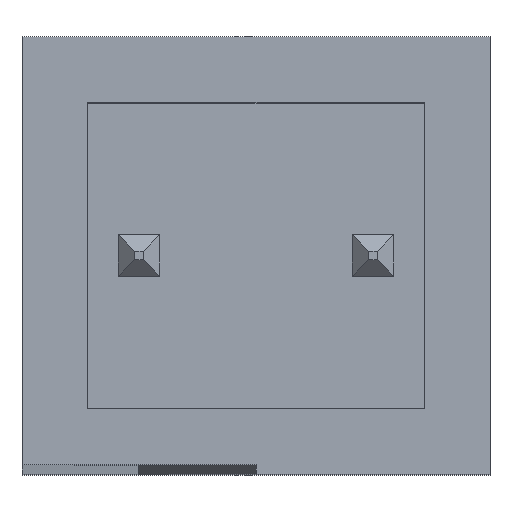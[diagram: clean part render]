
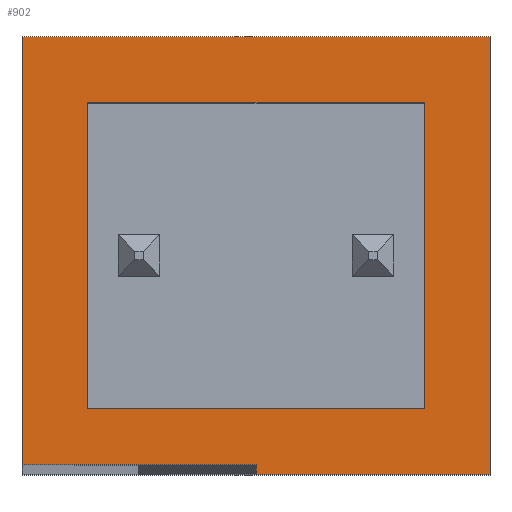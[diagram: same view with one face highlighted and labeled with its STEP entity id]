
A CAD part, top view. The second image highlights one B-rep face of the part: STEP entity #902.
In plain terms, the highlighted planar face has unit normal (0, 0, 1).
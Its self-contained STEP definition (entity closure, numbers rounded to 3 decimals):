
#758 = VERTEX_POINT('',#759);
#759 = CARTESIAN_POINT('',(-2.54,4.75,15.));
#765 = EDGE_CURVE('',#766,#758,#768,.T.);
#766 = VERTEX_POINT('',#767);
#767 = CARTESIAN_POINT('',(-2.54,-4.546,15.));
#768 = LINE('',#769,#770);
#769 = CARTESIAN_POINT('',(-2.54,-4.75,15.));
#770 = VECTOR('',#771,1.);
#771 = DIRECTION('',(0.,1.,0.));
#790 = VERTEX_POINT('',#791);
#791 = CARTESIAN_POINT('',(7.62,-4.75,15.));
#813 = VERTEX_POINT('',#814);
#814 = CARTESIAN_POINT('',(2.54,-4.75,15.));
#820 = EDGE_CURVE('',#813,#790,#821,.T.);
#821 = LINE('',#822,#823);
#822 = CARTESIAN_POINT('',(-2.54,-4.75,15.));
#823 = VECTOR('',#824,1.);
#824 = DIRECTION('',(1.,0.,0.));
#884 = EDGE_CURVE('',#758,#885,#887,.T.);
#885 = VERTEX_POINT('',#886);
#886 = CARTESIAN_POINT('',(7.62,4.75,15.));
#887 = LINE('',#888,#889);
#888 = CARTESIAN_POINT('',(-2.54,4.75,15.));
#889 = VECTOR('',#890,1.);
#890 = DIRECTION('',(1.,0.,0.));
#902 = ADVANCED_FACE('',(#903,#928),#962,.T.);
#903 = FACE_BOUND('',#904,.T.);
#904 = EDGE_LOOP('',(#905,#906,#914,#920,#921,#927));
#905 = ORIENTED_EDGE('',*,*,#765,.F.);
#906 = ORIENTED_EDGE('',*,*,#907,.T.);
#907 = EDGE_CURVE('',#766,#908,#910,.T.);
#908 = VERTEX_POINT('',#909);
#909 = CARTESIAN_POINT('',(2.54,-4.546,15.));
#910 = LINE('',#911,#912);
#911 = CARTESIAN_POINT('',(-2.54,-4.546,15.));
#912 = VECTOR('',#913,1.);
#913 = DIRECTION('',(1.,0.,0.));
#914 = ORIENTED_EDGE('',*,*,#915,.F.);
#915 = EDGE_CURVE('',#813,#908,#916,.T.);
#916 = LINE('',#917,#918);
#917 = CARTESIAN_POINT('',(2.54,-4.75,15.));
#918 = VECTOR('',#919,1.);
#919 = DIRECTION('',(0.,1.,0.));
#920 = ORIENTED_EDGE('',*,*,#820,.T.);
#921 = ORIENTED_EDGE('',*,*,#922,.T.);
#922 = EDGE_CURVE('',#790,#885,#923,.T.);
#923 = LINE('',#924,#925);
#924 = CARTESIAN_POINT('',(7.62,-4.75,15.));
#925 = VECTOR('',#926,1.);
#926 = DIRECTION('',(0.,1.,0.));
#927 = ORIENTED_EDGE('',*,*,#884,.F.);
#928 = FACE_BOUND('',#929,.T.);
#929 = EDGE_LOOP('',(#930,#940,#948,#956));
#930 = ORIENTED_EDGE('',*,*,#931,.T.);
#931 = EDGE_CURVE('',#932,#934,#936,.T.);
#932 = VERTEX_POINT('',#933);
#933 = CARTESIAN_POINT('',(-1.115,3.325,15.));
#934 = VERTEX_POINT('',#935);
#935 = CARTESIAN_POINT('',(6.195,3.325,15.));
#936 = LINE('',#937,#938);
#937 = CARTESIAN_POINT('',(-1.115,3.325,15.));
#938 = VECTOR('',#939,1.);
#939 = DIRECTION('',(1.,0.,0.));
#940 = ORIENTED_EDGE('',*,*,#941,.F.);
#941 = EDGE_CURVE('',#942,#934,#944,.T.);
#942 = VERTEX_POINT('',#943);
#943 = CARTESIAN_POINT('',(6.195,-3.325,15.));
#944 = LINE('',#945,#946);
#945 = CARTESIAN_POINT('',(6.195,-3.325,15.));
#946 = VECTOR('',#947,1.);
#947 = DIRECTION('',(0.,1.,0.));
#948 = ORIENTED_EDGE('',*,*,#949,.F.);
#949 = EDGE_CURVE('',#950,#942,#952,.T.);
#950 = VERTEX_POINT('',#951);
#951 = CARTESIAN_POINT('',(-1.115,-3.325,15.));
#952 = LINE('',#953,#954);
#953 = CARTESIAN_POINT('',(-1.115,-3.325,15.));
#954 = VECTOR('',#955,1.);
#955 = DIRECTION('',(1.,0.,0.));
#956 = ORIENTED_EDGE('',*,*,#957,.T.);
#957 = EDGE_CURVE('',#950,#932,#958,.T.);
#958 = LINE('',#959,#960);
#959 = CARTESIAN_POINT('',(-1.115,-3.325,15.));
#960 = VECTOR('',#961,1.);
#961 = DIRECTION('',(0.,1.,0.));
#962 = PLANE('',#963);
#963 = AXIS2_PLACEMENT_3D('',#964,#965,#966);
#964 = CARTESIAN_POINT('',(-2.54,-4.75,15.));
#965 = DIRECTION('',(0.,0.,1.));
#966 = DIRECTION('',(1.,0.,0.));
